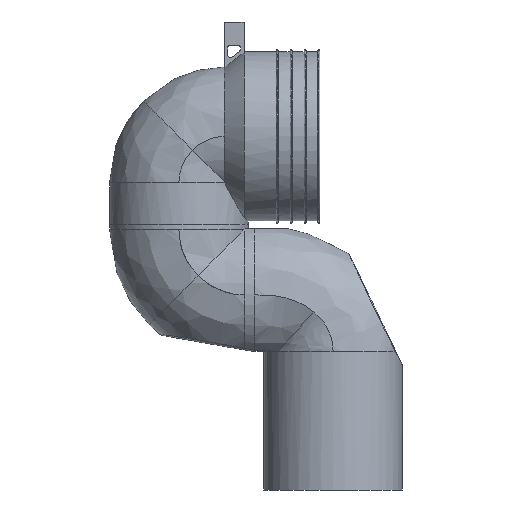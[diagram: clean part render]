
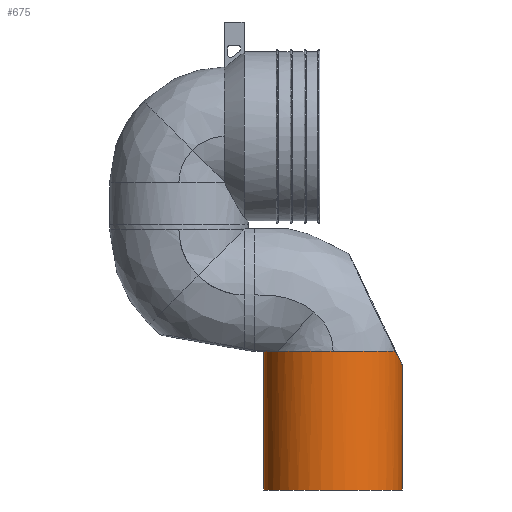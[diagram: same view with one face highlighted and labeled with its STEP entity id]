
A CAD part, left-side view. The second image highlights one B-rep face of the part: STEP entity #675.
In plain terms, the highlighted cylindrical face has radius 50 mm (diameter 100 mm), a full revolution.
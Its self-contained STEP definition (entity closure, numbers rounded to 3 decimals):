
#648=CYLINDRICAL_SURFACE('',#2447,50.);
#649=ELLIPSE('',#2446,111.8,50.);
#651=FACE_BOUND('',#918,.T.);
#652=FACE_BOUND('',#919,.T.);
#673=CIRCLE('',#2445,50.);
#675=ADVANCED_FACE('',(#651,#652),#648,.F.);
#918=EDGE_LOOP('',(#1024));
#919=EDGE_LOOP('',(#1025,#1026,#1027,#1028,#1029,#1030));
#1024=ORIENTED_EDGE('',*,*,#1839,.T.);
#1025=ORIENTED_EDGE('',*,*,#1840,.T.);
#1026=ORIENTED_EDGE('',*,*,#1829,.F.);
#1027=ORIENTED_EDGE('',*,*,#1841,.F.);
#1028=ORIENTED_EDGE('',*,*,#1842,.F.);
#1029=ORIENTED_EDGE('',*,*,#1843,.F.);
#1030=ORIENTED_EDGE('',*,*,#1831,.F.);
#1602=VERTEX_POINT('',#2469);
#1603=VERTEX_POINT('',#2470);
#1604=VERTEX_POINT('',#2511);
#1605=VERTEX_POINT('',#2518);
#1612=VERTEX_POINT('',#2774);
#1613=VERTEX_POINT('',#2783);
#1614=VERTEX_POINT('',#2810);
#1829=EDGE_CURVE('',#1602,#1603,#2138,.T.);
#1831=EDGE_CURVE('',#1604,#1605,#2140,.T.);
#1839=EDGE_CURVE('',#1612,#1612,#673,.T.);
#1840=EDGE_CURVE('',#1604,#1603,#649,.T.);
#1841=EDGE_CURVE('',#1613,#1602,#2148,.T.);
#1842=EDGE_CURVE('',#1614,#1613,#2149,.T.);
#1843=EDGE_CURVE('',#1605,#1614,#2150,.T.);
#2138=B_SPLINE_CURVE_WITH_KNOTS('',3,(#2463,#2464,#2465,#2466,#2467,#2468),
 .UNSPECIFIED.,.F.,.F.,(4,1,1,4),(0.,0.354,0.708,
1.),.UNSPECIFIED.);
#2140=B_SPLINE_CURVE_WITH_KNOTS('',3,(#2512,#2513,#2514,#2515,#2516,#2517),
 .UNSPECIFIED.,.F.,.F.,(4,1,1,4),(0.,0.292,0.646,
1.),.UNSPECIFIED.);
#2148=B_SPLINE_CURVE_WITH_KNOTS('',3,(#2776,#2777,#2778,#2779,#2780,#2781,
#2782),.UNSPECIFIED.,.F.,.F.,(4,1,1,1,4),(0.,0.25,0.5,0.75,1.),
 .UNSPECIFIED.);
#2149=B_SPLINE_CURVE_WITH_KNOTS('',3,(#2784,#2785,#2786,#2787,#2788,#2789,
#2790,#2791,#2792,#2793,#2794,#2795,#2796,#2797,#2798,#2799,#2800,#2801,
#2802,#2803,#2804,#2805,#2806,#2807,#2808,#2809),.UNSPECIFIED.,.F.,.F.,
(4,1,1,1,1,1,1,1,1,1,1,1,1,1,1,1,1,1,1,1,1,1,1,4),(0.,0.016,0.023,
0.027,0.029,0.03,0.031,0.047,0.063,0.125,0.25,
0.375,0.5,0.625,0.75,0.875,0.938,0.953,0.969,0.971,0.973,
0.977,0.984,1.),.UNSPECIFIED.);
#2150=B_SPLINE_CURVE_WITH_KNOTS('',3,(#2811,#2812,#2813,#2814,#2815,#2816,
#2817),.UNSPECIFIED.,.F.,.F.,(4,1,1,1,4),(0.,0.25,0.5,0.75,1.),
 .UNSPECIFIED.);
#2445=AXIS2_PLACEMENT_3D('',#2773,#2452,#2453);
#2446=AXIS2_PLACEMENT_3D('',#2775,#2454,#2455);
#2447=AXIS2_PLACEMENT_3D('',#2818,#2456,#2457);
#2452=DIRECTION('',(0.,0.,-1.));
#2453=DIRECTION('',(1.,0.,0.));
#2454=DIRECTION('',(0.,-0.894,0.447));
#2455=DIRECTION('',(0.,0.447,0.894));
#2456=DIRECTION('',(0.,0.,1.));
#2457=DIRECTION('',(1.,0.,0.));
#2463=CARTESIAN_POINT('',(50.,-261.498,-378.003));
#2464=CARTESIAN_POINT('',(50.,-268.043,-378.003));
#2465=CARTESIAN_POINT('',(47.397,-281.13,-378.003));
#2466=CARTESIAN_POINT('',(36.925,-296.802,-378.003));
#2467=CARTESIAN_POINT('',(27.095,-303.861,-378.003));
#2468=CARTESIAN_POINT('',(22.263,-306.267,-378.003));
#2469=CARTESIAN_POINT('',(50.,-261.498,-378.003));
#2470=CARTESIAN_POINT('',(22.263,-306.267,-378.003));
#2511=CARTESIAN_POINT('',(-22.263,-306.267,-378.003));
#2512=CARTESIAN_POINT('',(-22.263,-306.267,-378.003));
#2513=CARTESIAN_POINT('',(-27.095,-303.861,-378.003));
#2514=CARTESIAN_POINT('',(-36.925,-296.802,-378.003));
#2515=CARTESIAN_POINT('',(-47.396,-281.13,-378.003));
#2516=CARTESIAN_POINT('',(-50.,-268.043,-378.003));
#2517=CARTESIAN_POINT('',(-50.,-261.498,-378.003));
#2518=CARTESIAN_POINT('',(-50.,-261.498,-378.003));
#2773=CARTESIAN_POINT('',(0.,-261.498,-478.003));
#2774=CARTESIAN_POINT('',(50.,-261.498,-478.003));
#2775=CARTESIAN_POINT('',(0.,-261.498,-288.462));
#2776=CARTESIAN_POINT('',(30.177,-221.632,-378.003));
#2777=CARTESIAN_POINT('',(33.243,-223.953,-378.003));
#2778=CARTESIAN_POINT('',(38.838,-229.304,-378.003));
#2779=CARTESIAN_POINT('',(45.169,-239.039,-378.003));
#2780=CARTESIAN_POINT('',(49.11,-249.962,-378.003));
#2781=CARTESIAN_POINT('',(50.,-257.653,-378.003));
#2782=CARTESIAN_POINT('',(50.,-261.498,-378.003));
#2783=CARTESIAN_POINT('',(30.177,-221.632,-378.003));
#2784=CARTESIAN_POINT('',(-30.177,-221.632,-378.003));
#2785=CARTESIAN_POINT('',(-29.908,-221.428,-378.003));
#2786=CARTESIAN_POINT('',(-29.502,-221.127,-378.003));
#2787=CARTESIAN_POINT('',(-29.022,-220.782,-378.003));
#2788=CARTESIAN_POINT('',(-28.781,-220.612,-378.003));
#2789=CARTESIAN_POINT('',(-28.66,-220.527,-378.003));
#2790=CARTESIAN_POINT('',(-28.591,-220.479,-378.003));
#2791=CARTESIAN_POINT('',(-28.279,-220.262,-378.003));
#2792=CARTESIAN_POINT('',(-27.703,-219.871,-378.003));
#2793=CARTESIAN_POINT('',(-26.006,-218.767,-378.003));
#2794=CARTESIAN_POINT('',(-22.209,-216.561,-378.003));
#2795=CARTESIAN_POINT('',(-15.987,-213.89,-378.003));
#2796=CARTESIAN_POINT('',(-8.099,-211.939,-378.003));
#2797=CARTESIAN_POINT('',(0.,-211.278,-378.003));
#2798=CARTESIAN_POINT('',(8.099,-211.939,-378.003));
#2799=CARTESIAN_POINT('',(15.987,-213.89,-378.003));
#2800=CARTESIAN_POINT('',(22.209,-216.561,-378.003));
#2801=CARTESIAN_POINT('',(26.006,-218.767,-378.003));
#2802=CARTESIAN_POINT('',(27.703,-219.871,-378.003));
#2803=CARTESIAN_POINT('',(28.296,-220.274,-378.003));
#2804=CARTESIAN_POINT('',(28.642,-220.515,-378.003));
#2805=CARTESIAN_POINT('',(28.781,-220.612,-378.003));
#2806=CARTESIAN_POINT('',(29.022,-220.782,-378.003));
#2807=CARTESIAN_POINT('',(29.502,-221.127,-378.003));
#2808=CARTESIAN_POINT('',(29.908,-221.428,-378.003));
#2809=CARTESIAN_POINT('',(30.177,-221.632,-378.003));
#2810=CARTESIAN_POINT('',(-30.177,-221.632,-378.003));
#2811=CARTESIAN_POINT('',(-50.,-261.498,-378.003));
#2812=CARTESIAN_POINT('',(-50.,-257.653,-378.003));
#2813=CARTESIAN_POINT('',(-49.11,-249.962,-378.003));
#2814=CARTESIAN_POINT('',(-45.169,-239.039,-378.003));
#2815=CARTESIAN_POINT('',(-38.838,-229.304,-378.003));
#2816=CARTESIAN_POINT('',(-33.243,-223.953,-378.003));
#2817=CARTESIAN_POINT('',(-30.177,-221.632,-378.003));
#2818=CARTESIAN_POINT('',(0.,-261.498,-478.003));
